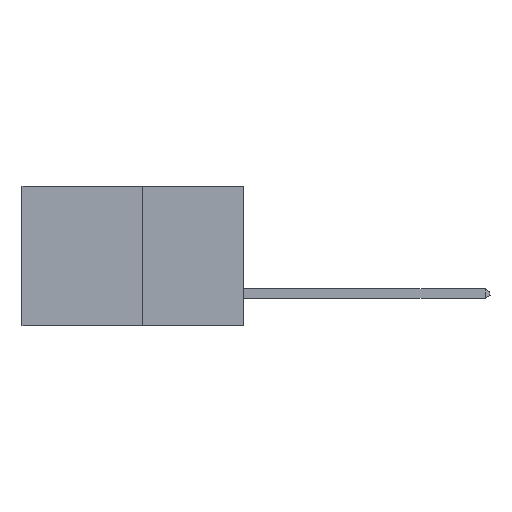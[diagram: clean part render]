
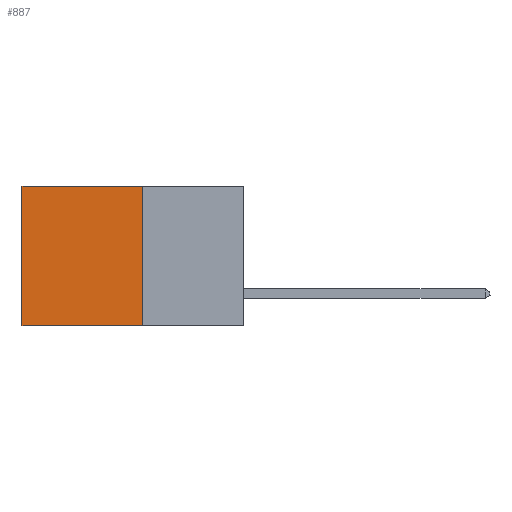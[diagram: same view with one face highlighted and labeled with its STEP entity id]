
A CAD part, left-side view. The second image highlights one B-rep face of the part: STEP entity #887.
In plain terms, the highlighted planar face has unit normal (-1, 0, 0).
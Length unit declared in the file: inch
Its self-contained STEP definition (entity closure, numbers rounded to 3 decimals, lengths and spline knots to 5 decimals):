
#318 = EDGE_CURVE ( 'NONE', #17856, #7015, #7782, .T. ) ;
#464 = VECTOR ( 'NONE', #6812, 39.37008 ) ;
#887 = ADVANCED_FACE ( 'NONE', ( #8493 ), #11991, .F. ) ;
#1053 = CARTESIAN_POINT ( 'NONE',  ( 0.277, 0.59, -0.37 ) ) ;
#2528 = ORIENTED_EDGE ( 'NONE', *, *, #18475, .T. ) ;
#3076 = VECTOR ( 'NONE', #15966, 39.37008 ) ;
#4154 = EDGE_CURVE ( 'NONE', #7015, #6510, #12937, .T. ) ;
#4210 = ORIENTED_EDGE ( 'NONE', *, *, #4154, .F. ) ;
#4306 = EDGE_CURVE ( 'NONE', #14624, #6510, #18046, .T. ) ;
#6292 = EDGE_LOOP ( 'NONE', ( #17763, #4210, #16652, #2528 ) ) ;
#6510 = VERTEX_POINT ( 'NONE', #17131 ) ;
#6812 = DIRECTION ( 'NONE',  ( 0., 1., 0. ) ) ;
#7015 = VERTEX_POINT ( 'NONE', #11829 ) ;
#7782 = LINE ( 'NONE', #17600, #3076 ) ;
#8493 = FACE_OUTER_BOUND ( 'NONE', #6292, .T. ) ;
#8590 = CARTESIAN_POINT ( 'NONE',  ( 0.277, 0.59, 0. ) ) ;
#10059 = VECTOR ( 'NONE', #15569, 39.37008 ) ;
#10925 = CARTESIAN_POINT ( 'NONE',  ( 0.277, 0.27, -0.37 ) ) ;
#10938 = VECTOR ( 'NONE', #15418, 39.37008 ) ;
#11829 = CARTESIAN_POINT ( 'NONE',  ( 0.277, 0.27, -0.37 ) ) ;
#11927 = DIRECTION ( 'NONE',  ( 1., 0., 0. ) ) ;
#11991 = PLANE ( 'NONE',  #16996 ) ;
#12937 = LINE ( 'NONE', #10925, #464 ) ;
#14624 = VERTEX_POINT ( 'NONE', #8590 ) ;
#15418 = DIRECTION ( 'NONE',  ( 0., 1., 0. ) ) ;
#15569 = DIRECTION ( 'NONE',  ( 0., 0., -1. ) ) ;
#15966 = DIRECTION ( 'NONE',  ( 0., 0., -1. ) ) ;
#16146 = DIRECTION ( 'NONE',  ( 0., 0., -1. ) ) ;
#16652 = ORIENTED_EDGE ( 'NONE', *, *, #318, .F. ) ;
#16996 = AXIS2_PLACEMENT_3D ( 'NONE', #18350, #11927, #16146 ) ;
#17131 = CARTESIAN_POINT ( 'NONE',  ( 0.277, 0.59, -0.37 ) ) ;
#17600 = CARTESIAN_POINT ( 'NONE',  ( 0.277, 0.27, -0.37 ) ) ;
#17763 = ORIENTED_EDGE ( 'NONE', *, *, #4306, .T. ) ;
#17856 = VERTEX_POINT ( 'NONE', #19746 ) ;
#18046 = LINE ( 'NONE', #1053, #10059 ) ;
#18350 = CARTESIAN_POINT ( 'NONE',  ( 0.277, 0.27, -0.37 ) ) ;
#18371 = CARTESIAN_POINT ( 'NONE',  ( 0.277, 0.27, 0. ) ) ;
#18410 = LINE ( 'NONE', #18371, #10938 ) ;
#18475 = EDGE_CURVE ( 'NONE', #17856, #14624, #18410, .T. ) ;
#19746 = CARTESIAN_POINT ( 'NONE',  ( 0.277, 0.27, 0. ) ) ;
